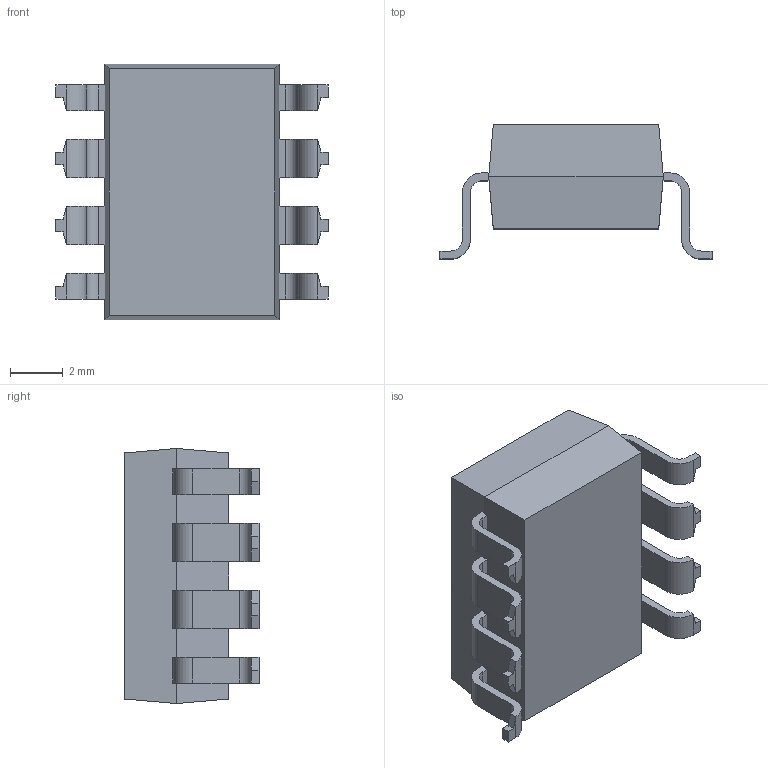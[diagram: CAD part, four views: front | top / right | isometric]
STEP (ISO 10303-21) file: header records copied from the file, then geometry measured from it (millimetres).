
FILE_DESCRIPTION (( 'STEP AP214' ), '1' );
FILE_NAME ('HCPL2631SM.STEP', '2021-11-28T17:19:09', ( '' ), ( '' ), 'SwSTEP 2.0', 'SolidWorks 2017', '' );
FILE_SCHEMA (( 'AUTOMOTIVE_DESIGN' ));
Length unit declared in the file: millimetre
Products named in the file (1): HCPL2631SM
Bounding box: 10.3 x 5.08 x 9.65 mm (x, y, z)
Volume: 252.3 mm3; surface area: 349.8 mm2
Topology: 10 solids, 10 shells, 161 faces, 392 edges, 252 vertices
Faces by surface type: plane 125, cylinder 36
Entity records: 4769 total; most frequent: CARTESIAN_POINT 806, DIRECTION 788, ORIENTED_EDGE 784, EDGE_CURVE 392, LINE 320, VECTOR 320, VERTEX_POINT 252, AXIS2_PLACEMENT_3D 234
